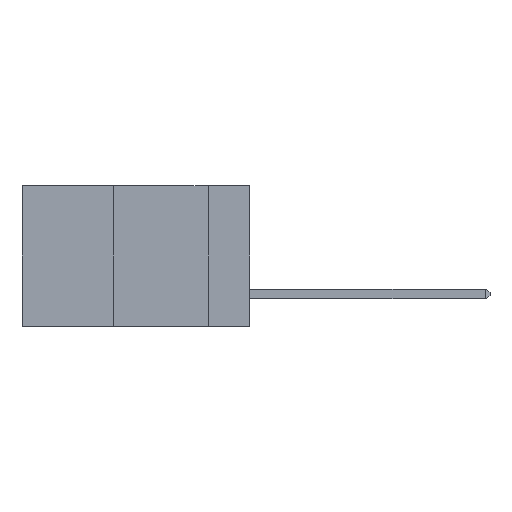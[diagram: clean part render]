
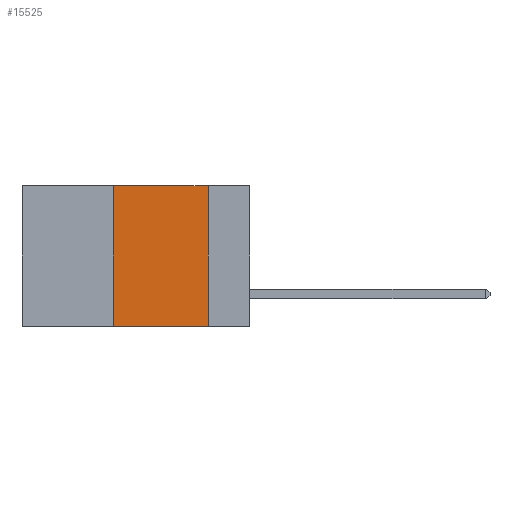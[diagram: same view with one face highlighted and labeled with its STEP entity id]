
A CAD part, left-side view. The second image highlights one B-rep face of the part: STEP entity #15525.
In plain terms, the highlighted planar face has unit normal (-1, 0, 0).
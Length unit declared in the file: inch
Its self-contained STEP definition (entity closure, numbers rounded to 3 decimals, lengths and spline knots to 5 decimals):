
#54 = VERTEX_POINT ( 'NONE', #7204 ) ;
#2552 = CARTESIAN_POINT ( 'NONE',  ( 0., 0.36, 0. ) ) ;
#2613 = DIRECTION ( 'NONE',  ( 0., 0., -1. ) ) ;
#2828 = ORIENTED_EDGE ( 'NONE', *, *, #17696, .T. ) ;
#4210 = VECTOR ( 'NONE', #18667, 39.37008 ) ;
#4751 = DIRECTION ( 'NONE',  ( 0., 0., 1. ) ) ;
#6001 = CARTESIAN_POINT ( 'NONE',  ( 0., 0.11, 0. ) ) ;
#7077 = VERTEX_POINT ( 'NONE', #12367 ) ;
#7204 = CARTESIAN_POINT ( 'NONE',  ( 0., 0.11, -0.37 ) ) ;
#7500 = VECTOR ( 'NONE', #4751, 39.37008 ) ;
#7553 = CARTESIAN_POINT ( 'NONE',  ( 0., 0.6, -0.37 ) ) ;
#7697 = ORIENTED_EDGE ( 'NONE', *, *, #14853, .F. ) ;
#8629 = EDGE_CURVE ( 'NONE', #7077, #18277, #21135, .T. ) ;
#9091 = CARTESIAN_POINT ( 'NONE',  ( 0., 0.6, 0. ) ) ;
#9715 = DIRECTION ( 'NONE',  ( 0., -1., 0. ) ) ;
#10487 = FACE_OUTER_BOUND ( 'NONE', #15898, .T. ) ;
#11442 = CARTESIAN_POINT ( 'NONE',  ( 0., 0.11, 0. ) ) ;
#11846 = CARTESIAN_POINT ( 'NONE',  ( 0., 0.36, -0.37 ) ) ;
#12367 = CARTESIAN_POINT ( 'NONE',  ( 0., 0.36, 0. ) ) ;
#12530 = VECTOR ( 'NONE', #14559, 39.37008 ) ;
#12903 = AXIS2_PLACEMENT_3D ( 'NONE', #9091, #15446, #2613 ) ;
#13985 = LINE ( 'NONE', #7553, #17591 ) ;
#14559 = DIRECTION ( 'NONE',  ( 0., 0., -1. ) ) ;
#14853 = EDGE_CURVE ( 'NONE', #22404, #7077, #18744, .T. ) ;
#15446 = DIRECTION ( 'NONE',  ( 1., 0., 0. ) ) ;
#15525 = ADVANCED_FACE ( 'NONE', ( #10487 ), #21628, .F. ) ;
#15898 = EDGE_LOOP ( 'NONE', ( #20139, #24204, #7697, #2828 ) ) ;
#17591 = VECTOR ( 'NONE', #9715, 39.37008 ) ;
#17696 = EDGE_CURVE ( 'NONE', #22404, #54, #13985, .T. ) ;
#18277 = VERTEX_POINT ( 'NONE', #11442 ) ;
#18667 = DIRECTION ( 'NONE',  ( 0., -1., 0. ) ) ;
#18744 = LINE ( 'NONE', #2552, #7500 ) ;
#20139 = ORIENTED_EDGE ( 'NONE', *, *, #26409, .F. ) ;
#21135 = LINE ( 'NONE', #22791, #4210 ) ;
#21628 = PLANE ( 'NONE',  #12903 ) ;
#22404 = VERTEX_POINT ( 'NONE', #11846 ) ;
#22791 = CARTESIAN_POINT ( 'NONE',  ( 0., 0.6, 0. ) ) ;
#23531 = LINE ( 'NONE', #6001, #12530 ) ;
#24204 = ORIENTED_EDGE ( 'NONE', *, *, #8629, .F. ) ;
#26409 = EDGE_CURVE ( 'NONE', #18277, #54, #23531, .T. ) ;
